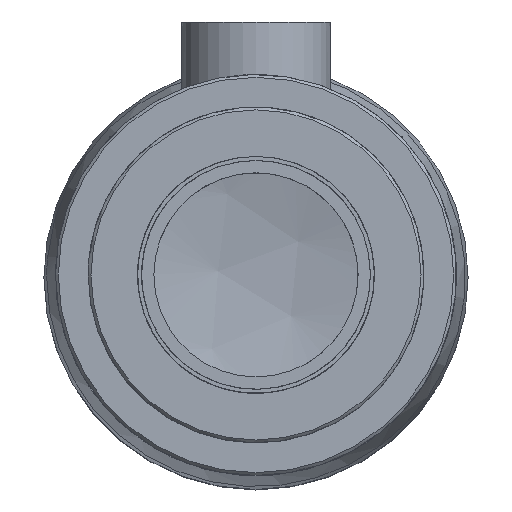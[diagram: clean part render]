
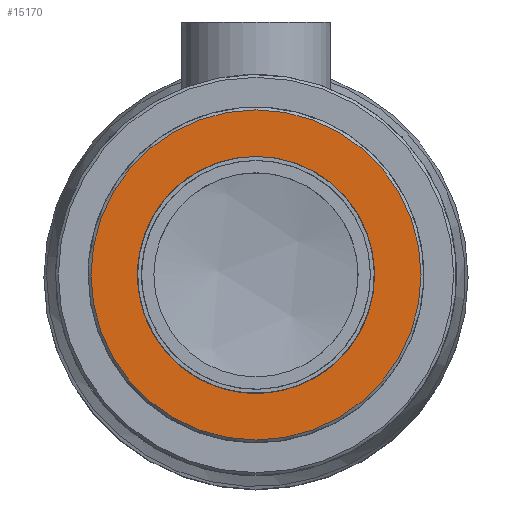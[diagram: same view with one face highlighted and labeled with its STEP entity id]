
A CAD part, top view. The second image highlights one B-rep face of the part: STEP entity #15170.
In plain terms, the highlighted planar face has unit normal (0, 0, 1).
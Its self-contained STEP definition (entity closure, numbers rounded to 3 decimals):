
#1010 = DIRECTION ( 'NONE',  ( 0., 0., -1. ) ) ;
#4002 = DIRECTION ( 'NONE',  ( 0., 0., 1. ) ) ;
#6929 = DIRECTION ( 'NONE',  ( 0., 0., -1. ) ) ;
#8425 = ORIENTED_EDGE ( 'NONE', *, *, #15820, .F. ) ;
#8721 = AXIS2_PLACEMENT_3D ( 'NONE', #32367, #4002, #29193 ) ;
#9318 = CIRCLE ( 'NONE', #8721, 12.3 ) ;
#10300 = PLANE ( 'NONE',  #31733 ) ;
#11476 = EDGE_CURVE ( 'NONE', #27937, #27937, #33866, .T. ) ;
#14413 = CARTESIAN_POINT ( 'NONE',  ( 0., 0., 89.779 ) ) ;
#15170 = ADVANCED_FACE ( 'NONE', ( #21111, #24110 ), #10300, .F. ) ;
#15406 = AXIS2_PLACEMENT_3D ( 'NONE', #14413, #1010, #23193 ) ;
#15820 = EDGE_CURVE ( 'NONE', #27542, #27542, #9318, .T. ) ;
#18253 = EDGE_LOOP ( 'NONE', ( #8425 ) ) ;
#18829 = DIRECTION ( 'NONE',  ( -1., 0., 0. ) ) ;
#20084 = CARTESIAN_POINT ( 'NONE',  ( -17.7, 0., 89.779 ) ) ;
#21111 = FACE_OUTER_BOUND ( 'NONE', #32751, .T. ) ;
#23193 = DIRECTION ( 'NONE',  ( -1., 0., 0. ) ) ;
#24110 = FACE_BOUND ( 'NONE', #18253, .T. ) ;
#24569 = CARTESIAN_POINT ( 'NONE',  ( -12.3, 0., 89.779 ) ) ;
#26968 = ORIENTED_EDGE ( 'NONE', *, *, #11476, .F. ) ;
#27542 = VERTEX_POINT ( 'NONE', #24569 ) ;
#27937 = VERTEX_POINT ( 'NONE', #20084 ) ;
#29193 = DIRECTION ( 'NONE',  ( -1., 0., 0. ) ) ;
#30070 = CARTESIAN_POINT ( 'NONE',  ( 0., 0., 89.779 ) ) ;
#31733 = AXIS2_PLACEMENT_3D ( 'NONE', #30070, #6929, #18829 ) ;
#32367 = CARTESIAN_POINT ( 'NONE',  ( 0., 0., 89.779 ) ) ;
#32751 = EDGE_LOOP ( 'NONE', ( #26968 ) ) ;
#33866 = CIRCLE ( 'NONE', #15406, 17.7 ) ;
